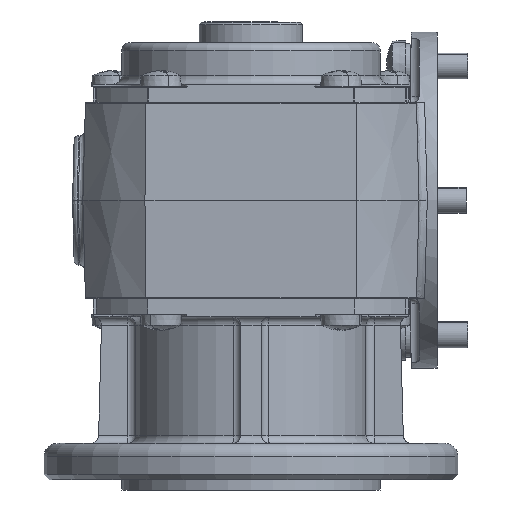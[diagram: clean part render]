
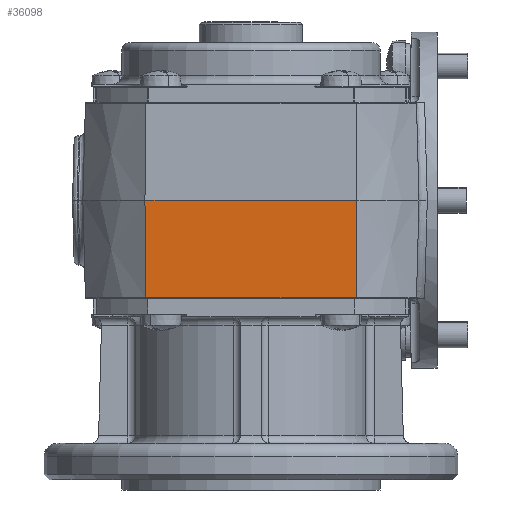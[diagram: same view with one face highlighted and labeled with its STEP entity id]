
A CAD part, front view. The second image highlights one B-rep face of the part: STEP entity #36098.
In plain terms, the highlighted planar face has unit normal (0, -1, -0.026).
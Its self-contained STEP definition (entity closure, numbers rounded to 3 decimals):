
#24839 = LINE ( 'NONE', #24971, #24970 ) ;
#24843 = CARTESIAN_POINT ( 'NONE',  ( -20.349, -62.508, -18.805 ) ) ;
#24845 = CARTESIAN_POINT ( 'NONE',  ( -20.398, -62.672, -12.537 ) ) ;
#24847 = CARTESIAN_POINT ( 'NONE',  ( -20.446, -62.836, -6.268 ) ) ;
#24848 = CARTESIAN_POINT ( 'NONE',  ( -20.494, -63., 0. ) ) ;
#24854 = CARTESIAN_POINT ( 'NONE',  ( -20.494, -63., 0. ) ) ;
#24856 = B_SPLINE_CURVE_WITH_KNOTS ( 'NONE', 3,
 ( #24848, #24847, #24845, #24843 ),
 .UNSPECIFIED., .F., .F.,
 ( 4, 4 ),
 ( 0., 0.019 ),
 .UNSPECIFIED. ) ;
#24861 = CARTESIAN_POINT ( 'NONE',  ( -20.349, -62.508, -18.805 ) ) ;
#24960 = DIRECTION ( 'NONE',  ( 1., 0., 0. ) ) ;
#24961 = VECTOR ( 'NONE', #24960, 1000. ) ;
#24962 = CARTESIAN_POINT ( 'NONE',  ( -20.494, -63., 0. ) ) ;
#24964 = LINE ( 'NONE', #24962, #24961 ) ;
#24968 = DIRECTION ( 'NONE',  ( 1., 0., 0. ) ) ;
#24970 = VECTOR ( 'NONE', #24968, 1000. ) ;
#24971 = CARTESIAN_POINT ( 'NONE',  ( -20.494, -62.508, -18.805 ) ) ;
#24981 = CARTESIAN_POINT ( 'NONE',  ( 20.349, -62.508, -18.805 ) ) ;
#24983 = CARTESIAN_POINT ( 'NONE',  ( 20.398, -62.672, -12.537 ) ) ;
#24985 = CARTESIAN_POINT ( 'NONE',  ( 20.446, -62.836, -6.268 ) ) ;
#24986 = CARTESIAN_POINT ( 'NONE',  ( 20.494, -63., 0. ) ) ;
#24992 = CARTESIAN_POINT ( 'NONE',  ( 20.494, -63., 0. ) ) ;
#24994 = B_SPLINE_CURVE_WITH_KNOTS ( 'NONE', 3,
 ( #24986, #24985, #24983, #24981 ),
 .UNSPECIFIED., .F., .F.,
 ( 4, 4 ),
 ( 0., 0.019 ),
 .UNSPECIFIED. ) ;
#24998 = CARTESIAN_POINT ( 'NONE',  ( 20.349, -62.508, -18.805 ) ) ;
#25526 = FACE_OUTER_BOUND ( 'NONE', #35930, .T. ) ;
#25603 = DIRECTION ( 'NONE',  ( 0., 0.026, -1. ) ) ;
#25605 = DIRECTION ( 'NONE',  ( 0., -1., -0.026 ) ) ;
#25607 = CARTESIAN_POINT ( 'NONE',  ( -20.494, -63., 0. ) ) ;
#25608 = AXIS2_PLACEMENT_3D ( 'NONE', #25607, #25605, #25603 ) ;
#25613 = PLANE ( 'NONE',  #25608 ) ;
#35930 = EDGE_LOOP ( 'NONE', ( #35932, #35938, #35942, #35945 ) ) ;
#35932 = ORIENTED_EDGE ( 'NONE', *, *, #35934, .T. ) ;
#35934 = EDGE_CURVE ( 'NONE', #35936, #35937, #24856, .T. ) ;
#35936 = VERTEX_POINT ( 'NONE', #24854 ) ;
#35937 = VERTEX_POINT ( 'NONE', #24861 ) ;
#35938 = ORIENTED_EDGE ( 'NONE', *, *, #35940, .T. ) ;
#35940 = EDGE_CURVE ( 'NONE', #35937, #35972, #24839, .T. ) ;
#35942 = ORIENTED_EDGE ( 'NONE', *, *, #35968, .F. ) ;
#35945 = ORIENTED_EDGE ( 'NONE', *, *, #35947, .F. ) ;
#35947 = EDGE_CURVE ( 'NONE', #35936, #35970, #24964, .T. ) ;
#35968 = EDGE_CURVE ( 'NONE', #35970, #35972, #24994, .T. ) ;
#35970 = VERTEX_POINT ( 'NONE', #24992 ) ;
#35972 = VERTEX_POINT ( 'NONE', #24998 ) ;
#36098 = ADVANCED_FACE ( 'NONE', ( #25526 ), #25613, .T. ) ;
